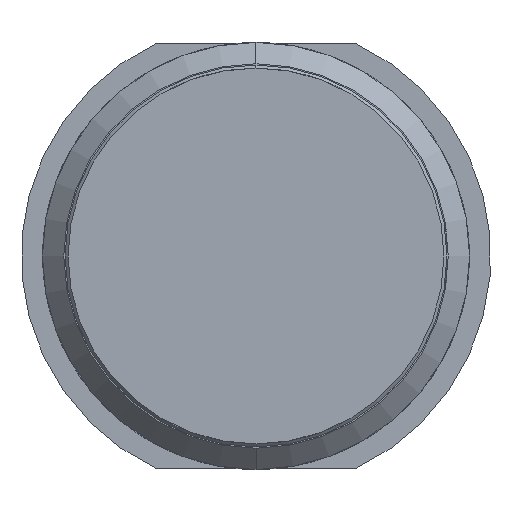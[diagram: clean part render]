
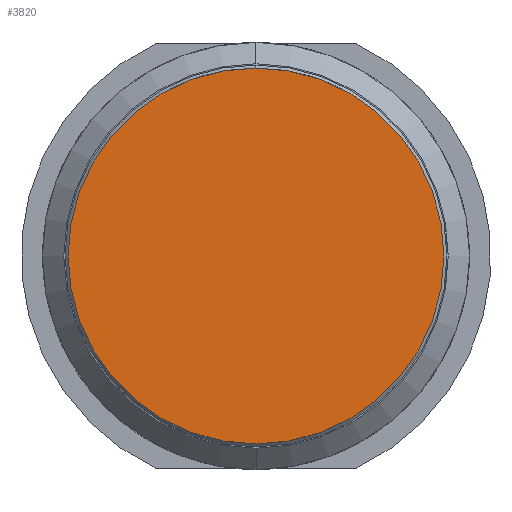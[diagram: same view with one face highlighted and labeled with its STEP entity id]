
A CAD part, front view. The second image highlights one B-rep face of the part: STEP entity #3820.
In plain terms, the highlighted planar face has unit normal (0, -1, 0).
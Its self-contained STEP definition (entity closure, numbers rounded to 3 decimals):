
#33 = VERTEX_POINT ( 'NONE', #622 ) ;
#562 = DIRECTION ( 'NONE',  ( 1., 0., 0. ) ) ;
#622 = CARTESIAN_POINT ( 'NONE',  ( -2.2, 0., 0. ) ) ;
#662 = CARTESIAN_POINT ( 'NONE',  ( 2.2, 0., 0. ) ) ;
#837 = AXIS2_PLACEMENT_3D ( 'NONE', #4295, #1921, #562 ) ;
#1100 = CIRCLE ( 'NONE', #4150, 2.2 ) ;
#1227 = EDGE_LOOP ( 'NONE', ( #1300, #1891 ) ) ;
#1300 = ORIENTED_EDGE ( 'NONE', *, *, #2436, .T. ) ;
#1443 = VERTEX_POINT ( 'NONE', #662 ) ;
#1786 = CARTESIAN_POINT ( 'NONE',  ( 0., 0., 0. ) ) ;
#1891 = ORIENTED_EDGE ( 'NONE', *, *, #3126, .T. ) ;
#1921 = DIRECTION ( 'NONE',  ( 0., 1., 0. ) ) ;
#1954 = DIRECTION ( 'NONE',  ( 0., -1., 0. ) ) ;
#2151 = FACE_OUTER_BOUND ( 'NONE', #1227, .T. ) ;
#2275 = CARTESIAN_POINT ( 'NONE',  ( 0., 0., 0. ) ) ;
#2392 = DIRECTION ( 'NONE',  ( -1., 0., 0. ) ) ;
#2423 = AXIS2_PLACEMENT_3D ( 'NONE', #1786, #2435, #2392 ) ;
#2435 = DIRECTION ( 'NONE',  ( 0., -1., 0. ) ) ;
#2436 = EDGE_CURVE ( 'Defeature ausgef�hrt1_43+Defeature ausgef�hrt1_42+Defeature ausgef�hrt1_42+Defeature ausgef�hrt1_42', #33, #1443, #3022, .T. ) ;
#2598 = DIRECTION ( 'NONE',  ( -1., 0., 0. ) ) ;
#3022 = CIRCLE ( 'NONE', #2423, 2.2 ) ;
#3126 = EDGE_CURVE ( 'Defeature ausgef�hrt1_43+Defeature ausgef�hrt1_42+Defeature ausgef�hrt1_42+Defeature ausgef�hrt1_42', #1443, #33, #1100, .T. ) ;
#3820 = ADVANCED_FACE ( 'Defeature ausgef�hrt1_43', ( #2151 ), #4267, .F. ) ;
#4150 = AXIS2_PLACEMENT_3D ( 'NONE', #2275, #1954, #2598 ) ;
#4267 = PLANE ( 'NONE',  #837 ) ;
#4295 = CARTESIAN_POINT ( 'NONE',  ( 0., 0., -1.9 ) ) ;
